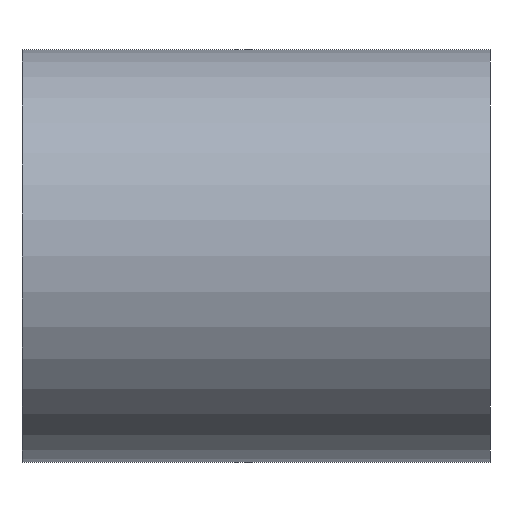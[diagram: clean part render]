
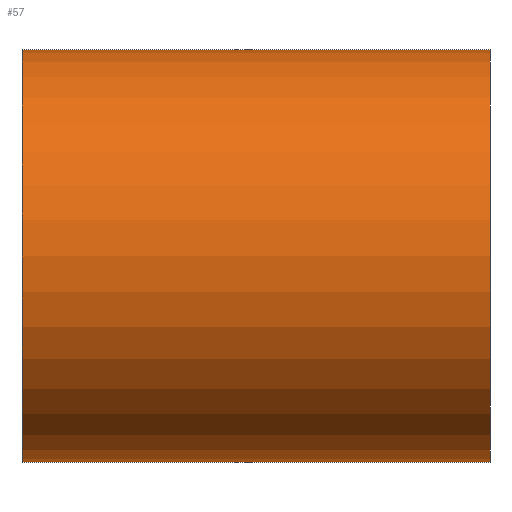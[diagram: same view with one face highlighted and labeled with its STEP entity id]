
A CAD part, front view. The second image highlights one B-rep face of the part: STEP entity #57.
In plain terms, the highlighted cylindrical face has radius 19.85 mm (diameter 39.7 mm), a full revolution.
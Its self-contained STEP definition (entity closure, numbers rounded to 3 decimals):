
#57 = ADVANCED_FACE( '', ( #132, #133 ), #134, .T. );
#132 = FACE_OUTER_BOUND( '', #223, .T. );
#133 = FACE_OUTER_BOUND( '', #224, .T. );
#134 = CYLINDRICAL_SURFACE( '', #225, 19.85 );
#223 = EDGE_LOOP( '', ( #343 ) );
#224 = EDGE_LOOP( '', ( #344 ) );
#225 = AXIS2_PLACEMENT_3D( '', #345, #346, #347 );
#343 = ORIENTED_EDGE( '', *, *, #564, .F. );
#344 = ORIENTED_EDGE( '', *, *, #588, .T. );
#345 = CARTESIAN_POINT( '', ( 45., 0., 0. ) );
#346 = DIRECTION( '', ( 1., 0., 0. ) );
#347 = DIRECTION( '', ( 0., 0., 1. ) );
#564 = EDGE_CURVE( '', #673, #673, #674, .T. );
#588 = EDGE_CURVE( '', #718, #718, #719, .T. );
#673 = VERTEX_POINT( '', #832 );
#674 = CIRCLE( '', #833, 19.85 );
#718 = VERTEX_POINT( '', #887 );
#719 = CIRCLE( '', #888, 19.85 );
#832 = CARTESIAN_POINT( '', ( 45., 0., -19.85 ) );
#833 = AXIS2_PLACEMENT_3D( '', #1012, #1013, #1014 );
#887 = CARTESIAN_POINT( '', ( 0., 0., -19.85 ) );
#888 = AXIS2_PLACEMENT_3D( '', #1061, #1062, #1063 );
#1012 = CARTESIAN_POINT( '', ( 45., 0., 0. ) );
#1013 = DIRECTION( '', ( 1., 0., 0. ) );
#1014 = DIRECTION( '', ( 0., 0., -1. ) );
#1061 = CARTESIAN_POINT( '', ( 0., 0., 0. ) );
#1062 = DIRECTION( '', ( 1., 0., 0. ) );
#1063 = DIRECTION( '', ( 0., 0., -1. ) );
